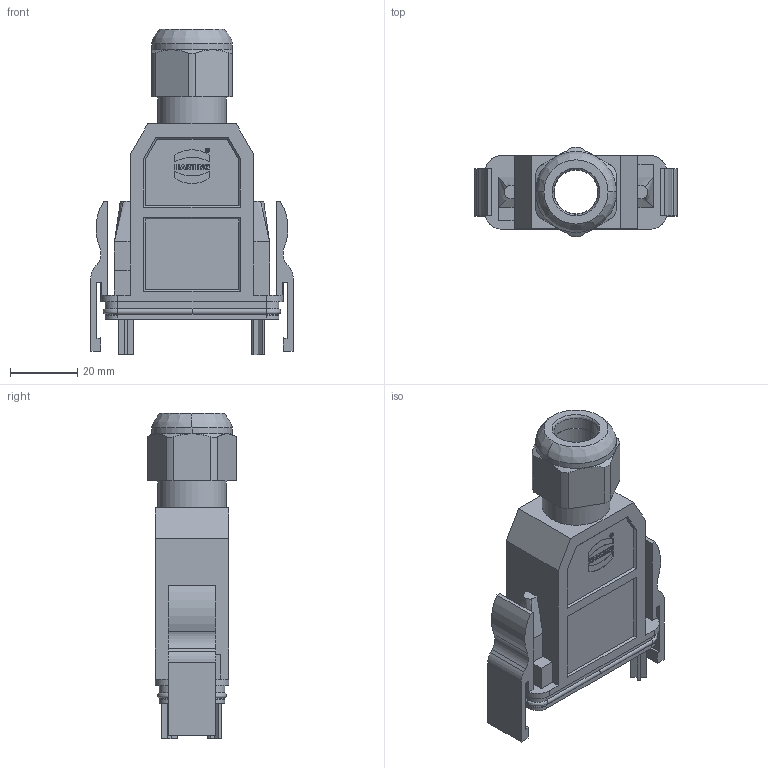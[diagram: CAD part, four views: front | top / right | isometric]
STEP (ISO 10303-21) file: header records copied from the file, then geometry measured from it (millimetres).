
FILE_DESCRIPTION(/* description */ (''),/* implementation_level */ '2;1');
FILE_NAME(/* name */ '100180383ugm000_b.stp',/* time_stamp */ '2019-12-02T09:28:17+01:00',/* author */ (''),/* organization */ (''),/* preprocessor_version */ 'ST-DEVELOPER v16.7',/* originating_system */ 'SIEMENS PLM Software NX 12.0',/* authorisation */ '');
FILE_SCHEMA (('AUTOMOTIVE_DESIGN { 1 0 10303 214 3 1 1 1 }'));
Length unit declared in the file: millimetre
Products named in the file (1): 100180383ugm000_b
Bounding box: 60 x 26.49 x 96.4 mm (x, y, z)
Volume: 31248.5 mm3; surface area: 22714.4 mm2
Topology: 1 solids, 1 shells, 373 faces, 1185 edges, 928 vertices
Faces by surface type: plane 272, cylinder 47, bspline 32, cone 12, revolution 8, extrusion 2
Full cylindrical faces by diameter (mm): 1.139 x1, 1.346 x1, 5.6 x2, 13 x1, 14.5 x1, 20.2 x1
Entity records: 17423 total; most frequent: CARTESIAN_POINT 4543, ORIENTED_EDGE 2154, DIRECTION 1783, EDGE_CURVE 1077, VECTOR 803, LINE 801, VERTEX_POINT 747, AXIS2_PLACEMENT_3D 486
